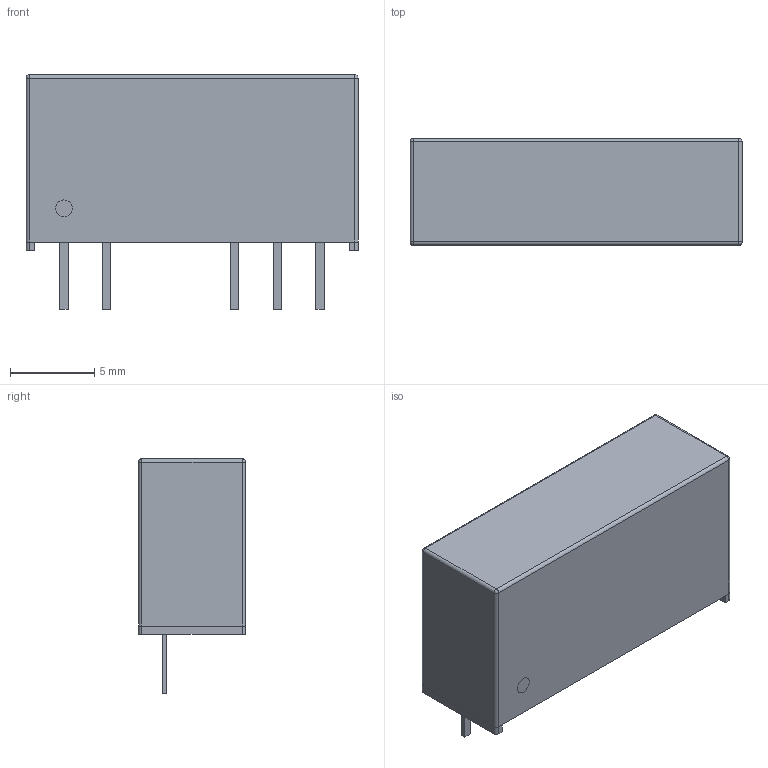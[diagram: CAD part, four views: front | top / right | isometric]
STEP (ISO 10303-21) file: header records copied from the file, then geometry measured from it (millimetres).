
FILE_DESCRIPTION((''),'2;1');
FILE_NAME('DCDC_TRACO_TMV-D.stp','2016-08-02T15:38:49',(''),(''),'Mechanical Desktop 2011','Mechanical Desktop 2011',', , ');
FILE_SCHEMA(('AUTOMOTIVE_DESIGN { 1 2 10303 214 1 1 1 1 }'));
Length unit declared in the file: millimetre
Products named in the file (1): Product
Bounding box: 19.75 x 6.35 x 13.95 mm (x, y, z)
Volume: 1252.7 mm3; surface area: 821.9 mm2
Topology: 9 solids, 9 shells, 71 faces, 148 edges, 92 vertices
Faces by surface type: plane 51, cylinder 16, sphere 4
Entity records: 1885 total; most frequent: DIRECTION 320, CARTESIAN_POINT 308, ORIENTED_EDGE 288, EDGE_CURVE 144, VECTOR 112, LINE 112, AXIS2_PLACEMENT_3D 104, VERTEX_POINT 92
